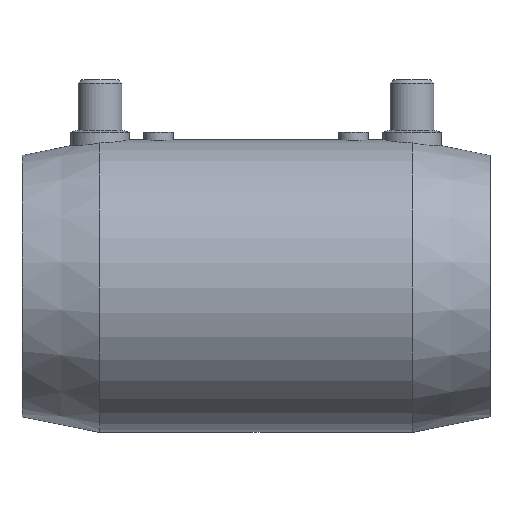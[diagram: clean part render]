
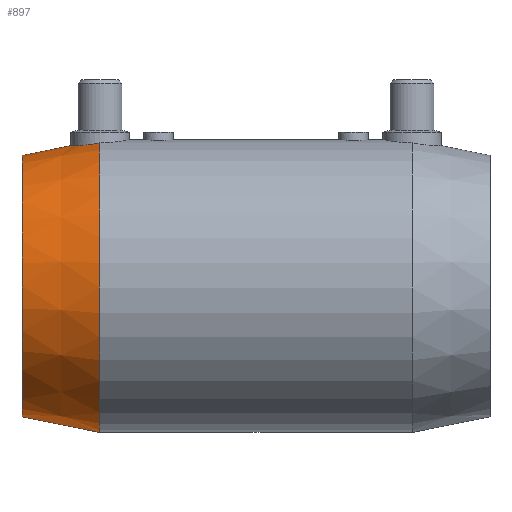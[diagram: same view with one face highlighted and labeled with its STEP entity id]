
A CAD part, top view. The second image highlights one B-rep face of the part: STEP entity #897.
In plain terms, the highlighted conical face has half-angle 11.267 degrees and reference radius 37.875 mm.
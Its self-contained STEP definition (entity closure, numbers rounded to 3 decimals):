
#409 = VERTEX_POINT( '', #1128 );
#447 = VERTEX_POINT( '', #1170 );
#531 = EDGE_CURVE( '', #409, #611, #1264, .T. );
#611 = VERTEX_POINT( '', #1353 );
#687 = EDGE_CURVE( '', #929, #611, #1437, .T. );
#781 = EDGE_CURVE( '', #447, #409, #1545, .T. );
#785 = VERTEX_POINT( '', #1549 );
#805 = EDGE_CURVE( '', #929, #785, #1575, .T. );
#897 = ADVANCED_FACE( '', ( #1683 ), #1684, .T. );
#929 = VERTEX_POINT( '', #1716 );
#949 = EDGE_CURVE( '', #785, #447, #1737, .T. );
#1128 = CARTESIAN_POINT( '', ( -51.667, 38.406, 0. ) );
#1170 = CARTESIAN_POINT( '', ( -43.667, 39.192, 8. ) );
#1264 = LINE( '', #2254, #2255 );
#1353 = CARTESIAN_POINT( '', ( -65., 35.75, 0. ) );
#1437 = CIRCLE( '', #2636, 35.75 );
#1545 = B_SPLINE_CURVE_WITH_KNOTS( '', 3, ( #2808, #2809, #2810, #2811, #2812, #2813, #2814, #2815, #2816, #2817, #2818, #2819, #2820, #2821, #2822, #2823, #2824, #2825, #2826, #2827, #2828, #2829, #2830, #2831, #2832, #2833, #2834, #2835, #2836, #2837, #2838, #2839, #2840, #2841, #2842, #2843, #2844, #2845 ), .UNSPECIFIED., .F., .F., ( 4, 2, 2, 2, 2, 2, 2, 2, 2, 2, 2, 2, 2, 2, 2, 2, 2, 2, 4 ), ( 7.424, 7.747, 9.225, 10.703, 12.18, 13.658, 15.125, 16.593, 18.061, 19.528, 20.996, 22.464, 23.931, 25.399, 26.876, 28.354, 29.832, 31.309, 31.633 ), .UNSPECIFIED. );
#1549 = CARTESIAN_POINT( '', ( -43.667, -40., 0. ) );
#1575 = LINE( '', #2900, #2901 );
#1683 = FACE_OUTER_BOUND( '', #3055, .T. );
#1684 = CONICAL_SURFACE( '', #3056, 37.875, 0.197 );
#1716 = CARTESIAN_POINT( '', ( -65., -35.75, 0. ) );
#1737 = CIRCLE( '', #3131, 40. );
#2254 = CARTESIAN_POINT( '', ( -54.333, 37.875, 0. ) );
#2255 = VECTOR( '', #3528, 1. );
#2636 = AXIS2_PLACEMENT_3D( '', #3711, #3712, #3713 );
#2808 = CARTESIAN_POINT( '', ( -43.667, 39.192, 8. ) );
#2809 = CARTESIAN_POINT( '', ( -43.773, 39.17, 8. ) );
#2810 = CARTESIAN_POINT( '', ( -43.88, 39.149, 7.998 ) );
#2811 = CARTESIAN_POINT( '', ( -44.468, 39.034, 7.974 ) );
#2812 = CARTESIAN_POINT( '', ( -44.969, 38.946, 7.91 ) );
#2813 = CARTESIAN_POINT( '', ( -45.964, 38.789, 7.68 ) );
#2814 = CARTESIAN_POINT( '', ( -46.459, 38.722, 7.515 ) );
#2815 = CARTESIAN_POINT( '', ( -47.41, 38.609, 7.09 ) );
#2816 = CARTESIAN_POINT( '', ( -47.865, 38.565, 6.829 ) );
#2817 = CARTESIAN_POINT( '', ( -48.707, 38.495, 6.234 ) );
#2818 = CARTESIAN_POINT( '', ( -49.093, 38.471, 5.899 ) );
#2819 = CARTESIAN_POINT( '', ( -49.773, 38.436, 5.192 ) );
#2820 = CARTESIAN_POINT( '', ( -50.09, 38.424, 4.796 ) );
#2821 = CARTESIAN_POINT( '', ( -50.651, 38.41, 3.935 ) );
#2822 = CARTESIAN_POINT( '', ( -50.893, 38.407, 3.472 ) );
#2823 = CARTESIAN_POINT( '', ( -51.282, 38.404, 2.506 ) );
#2824 = CARTESIAN_POINT( '', ( -51.429, 38.405, 2.004 ) );
#2825 = CARTESIAN_POINT( '', ( -51.621, 38.406, 0.996 ) );
#2826 = CARTESIAN_POINT( '', ( -51.667, 38.406, 0.489 ) );
#2827 = CARTESIAN_POINT( '', ( -51.667, 38.406, -0.489 ) );
#2828 = CARTESIAN_POINT( '', ( -51.621, 38.406, -0.996 ) );
#2829 = CARTESIAN_POINT( '', ( -51.429, 38.405, -2.004 ) );
#2830 = CARTESIAN_POINT( '', ( -51.282, 38.404, -2.506 ) );
#2831 = CARTESIAN_POINT( '', ( -50.893, 38.407, -3.472 ) );
#2832 = CARTESIAN_POINT( '', ( -50.651, 38.41, -3.935 ) );
#2833 = CARTESIAN_POINT( '', ( -50.09, 38.424, -4.796 ) );
#2834 = CARTESIAN_POINT( '', ( -49.773, 38.436, -5.192 ) );
#2835 = CARTESIAN_POINT( '', ( -49.093, 38.471, -5.899 ) );
#2836 = CARTESIAN_POINT( '', ( -48.707, 38.495, -6.234 ) );
#2837 = CARTESIAN_POINT( '', ( -47.865, 38.565, -6.829 ) );
#2838 = CARTESIAN_POINT( '', ( -47.41, 38.609, -7.09 ) );
#2839 = CARTESIAN_POINT( '', ( -46.459, 38.722, -7.515 ) );
#2840 = CARTESIAN_POINT( '', ( -45.964, 38.789, -7.68 ) );
#2841 = CARTESIAN_POINT( '', ( -44.969, 38.946, -7.91 ) );
#2842 = CARTESIAN_POINT( '', ( -44.468, 39.034, -7.974 ) );
#2843 = CARTESIAN_POINT( '', ( -43.88, 39.149, -7.998 ) );
#2844 = CARTESIAN_POINT( '', ( -43.773, 39.17, -8. ) );
#2845 = CARTESIAN_POINT( '', ( -43.667, 39.192, -8. ) );
#2900 = CARTESIAN_POINT( '', ( -54.333, -37.875, 0. ) );
#2901 = VECTOR( '', #3904, 1. );
#3055 = EDGE_LOOP( '', ( #4069, #4070, #4071, #4072, #4073 ) );
#3056 = AXIS2_PLACEMENT_3D( '', #4074, #4075, #4076 );
#3131 = AXIS2_PLACEMENT_3D( '', #4121, #4122, #4123 );
#3528 = DIRECTION( '', ( -0.981, -0.195, 0. ) );
#3711 = CARTESIAN_POINT( '', ( -65., 0., 0. ) );
#3712 = DIRECTION( '', ( -1., 0., 0. ) );
#3713 = DIRECTION( '', ( 0., 1., 0. ) );
#3904 = DIRECTION( '', ( 0.981, -0.195, 0. ) );
#4069 = ORIENTED_EDGE( '', *, *, #531, .T. );
#4070 = ORIENTED_EDGE( '', *, *, #687, .F. );
#4071 = ORIENTED_EDGE( '', *, *, #805, .T. );
#4072 = ORIENTED_EDGE( '', *, *, #949, .T. );
#4073 = ORIENTED_EDGE( '', *, *, #781, .T. );
#4074 = CARTESIAN_POINT( '', ( -54.333, 0., 0. ) );
#4075 = DIRECTION( '', ( 1., 0., 0. ) );
#4076 = DIRECTION( '', ( 0., 1., 0. ) );
#4121 = CARTESIAN_POINT( '', ( -43.667, 0., 0. ) );
#4122 = DIRECTION( '', ( -1., 0., 0. ) );
#4123 = DIRECTION( '', ( 0., 1., 0. ) );
